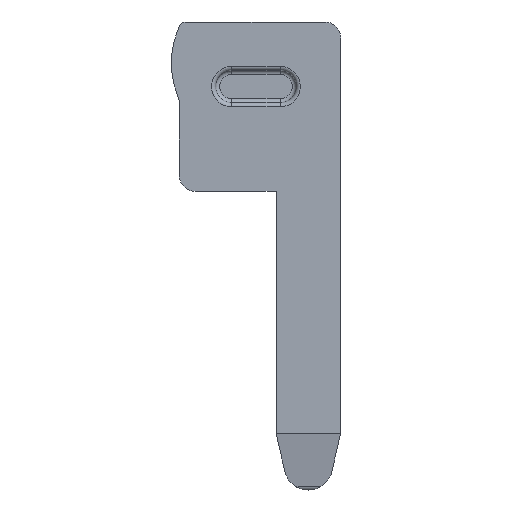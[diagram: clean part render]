
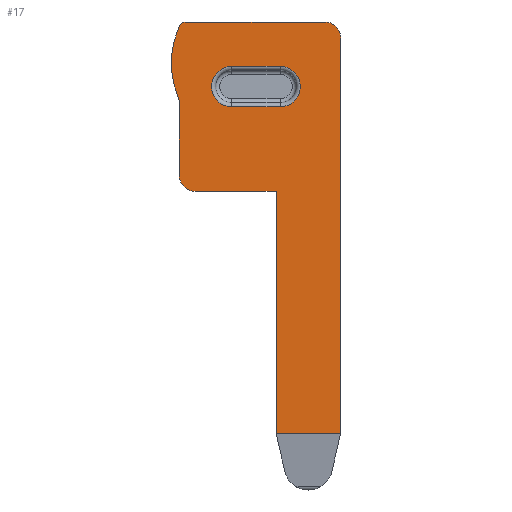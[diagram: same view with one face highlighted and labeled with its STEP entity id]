
A CAD part, front view. The second image highlights one B-rep face of the part: STEP entity #17.
In plain terms, the highlighted planar face has unit normal (0, -1, 0).
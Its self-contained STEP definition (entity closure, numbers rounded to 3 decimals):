
#17 = ADVANCED_FACE('',(#18,#54),#149,.F.);
#18 = FACE_BOUND('',#19,.F.);
#19 = EDGE_LOOP('',(#20,#31,#39,#48));
#20 = ORIENTED_EDGE('',*,*,#21,.F.);
#21 = EDGE_CURVE('',#22,#24,#26,.T.);
#22 = VERTEX_POINT('',#23);
#23 = CARTESIAN_POINT('',(-0.35,-0.15,2.25));
#24 = VERTEX_POINT('',#25);
#25 = CARTESIAN_POINT('',(-0.35,-0.15,1.75));
#26 = CIRCLE('',#27,0.25);
#27 = AXIS2_PLACEMENT_3D('',#28,#29,#30);
#28 = CARTESIAN_POINT('',(-0.35,-0.15,2.));
#29 = DIRECTION('',(0.,1.,0.));
#30 = DIRECTION('',(0.,0.,1.));
#31 = ORIENTED_EDGE('',*,*,#32,.F.);
#32 = EDGE_CURVE('',#33,#22,#35,.T.);
#33 = VERTEX_POINT('',#34);
#34 = CARTESIAN_POINT('',(-0.95,-0.15,2.25));
#35 = LINE('',#36,#37);
#36 = CARTESIAN_POINT('',(-0.95,-0.15,2.25));
#37 = VECTOR('',#38,1.);
#38 = DIRECTION('',(1.,0.,0.));
#39 = ORIENTED_EDGE('',*,*,#40,.F.);
#40 = EDGE_CURVE('',#41,#33,#43,.T.);
#41 = VERTEX_POINT('',#42);
#42 = CARTESIAN_POINT('',(-0.95,-0.15,1.75));
#43 = CIRCLE('',#44,0.25);
#44 = AXIS2_PLACEMENT_3D('',#45,#46,#47);
#45 = CARTESIAN_POINT('',(-0.95,-0.15,2.));
#46 = DIRECTION('',(0.,1.,0.));
#47 = DIRECTION('',(0.,0.,-1.));
#48 = ORIENTED_EDGE('',*,*,#49,.F.);
#49 = EDGE_CURVE('',#24,#41,#50,.T.);
#50 = LINE('',#51,#52);
#51 = CARTESIAN_POINT('',(-0.35,-0.15,1.75));
#52 = VECTOR('',#53,1.);
#53 = DIRECTION('',(-1.,0.,0.));
#54 = FACE_BOUND('',#55,.F.);
#55 = EDGE_LOOP('',(#56,#66,#75,#83,#91,#99,#107,#116,#124,#133,#142));
#56 = ORIENTED_EDGE('',*,*,#57,.F.);
#57 = EDGE_CURVE('',#58,#60,#62,.T.);
#58 = VERTEX_POINT('',#59);
#59 = CARTESIAN_POINT('',(0.2,-0.15,2.8));
#60 = VERTEX_POINT('',#61);
#61 = CARTESIAN_POINT('',(-1.509,-0.15,2.8));
#62 = LINE('',#63,#64);
#63 = CARTESIAN_POINT('',(0.2,-0.15,2.8));
#64 = VECTOR('',#65,1.);
#65 = DIRECTION('',(-1.,0.,0.));
#66 = ORIENTED_EDGE('',*,*,#67,.T.);
#67 = EDGE_CURVE('',#58,#68,#70,.T.);
#68 = VERTEX_POINT('',#69);
#69 = CARTESIAN_POINT('',(0.4,-0.15,2.6));
#70 = CIRCLE('',#71,0.2);
#71 = AXIS2_PLACEMENT_3D('',#72,#73,#74);
#72 = CARTESIAN_POINT('',(0.2,-0.15,2.6));
#73 = DIRECTION('',(0.,1.,0.));
#74 = DIRECTION('',(-1.,0.,0.));
#75 = ORIENTED_EDGE('',*,*,#76,.T.);
#76 = EDGE_CURVE('',#68,#77,#79,.T.);
#77 = VERTEX_POINT('',#78);
#78 = CARTESIAN_POINT('',(0.4,-0.15,-2.3));
#79 = LINE('',#80,#81);
#80 = CARTESIAN_POINT('',(0.4,-0.15,2.6));
#81 = VECTOR('',#82,1.);
#82 = DIRECTION('',(0.,0.,-1.));
#83 = ORIENTED_EDGE('',*,*,#84,.T.);
#84 = EDGE_CURVE('',#77,#85,#87,.T.);
#85 = VERTEX_POINT('',#86);
#86 = CARTESIAN_POINT('',(-0.4,-0.15,-2.3));
#87 = LINE('',#88,#89);
#88 = CARTESIAN_POINT('',(-0.662,-0.15,-2.3));
#89 = VECTOR('',#90,1.);
#90 = DIRECTION('',(-1.,0.,0.));
#91 = ORIENTED_EDGE('',*,*,#92,.F.);
#92 = EDGE_CURVE('',#93,#85,#95,.T.);
#93 = VERTEX_POINT('',#94);
#94 = CARTESIAN_POINT('',(-0.4,-0.15,0.7));
#95 = LINE('',#96,#97);
#96 = CARTESIAN_POINT('',(-0.4,-0.15,0.7));
#97 = VECTOR('',#98,1.);
#98 = DIRECTION('',(0.,0.,-1.));
#99 = ORIENTED_EDGE('',*,*,#100,.F.);
#100 = EDGE_CURVE('',#101,#93,#103,.T.);
#101 = VERTEX_POINT('',#102);
#102 = CARTESIAN_POINT('',(-1.4,-0.15,0.7));
#103 = LINE('',#104,#105);
#104 = CARTESIAN_POINT('',(-1.4,-0.15,0.7));
#105 = VECTOR('',#106,1.);
#106 = DIRECTION('',(1.,0.,0.));
#107 = ORIENTED_EDGE('',*,*,#108,.T.);
#108 = EDGE_CURVE('',#101,#109,#111,.T.);
#109 = VERTEX_POINT('',#110);
#110 = CARTESIAN_POINT('',(-1.6,-0.15,0.9));
#111 = CIRCLE('',#112,0.2);
#112 = AXIS2_PLACEMENT_3D('',#113,#114,#115);
#113 = CARTESIAN_POINT('',(-1.4,-0.15,0.9));
#114 = DIRECTION('',(0.,1.,0.));
#115 = DIRECTION('',(-1.,0.,0.));
#116 = ORIENTED_EDGE('',*,*,#117,.F.);
#117 = EDGE_CURVE('',#118,#109,#120,.T.);
#118 = VERTEX_POINT('',#119);
#119 = CARTESIAN_POINT('',(-1.6,-0.15,1.8));
#120 = LINE('',#121,#122);
#121 = CARTESIAN_POINT('',(-1.6,-0.15,1.8));
#122 = VECTOR('',#123,1.);
#123 = DIRECTION('',(0.,0.,-1.));
#124 = ORIENTED_EDGE('',*,*,#125,.F.);
#125 = EDGE_CURVE('',#126,#118,#128,.T.);
#126 = VERTEX_POINT('',#127);
#127 = CARTESIAN_POINT('',(-1.616,-0.15,1.878));
#128 = CIRCLE('',#129,0.2);
#129 = AXIS2_PLACEMENT_3D('',#130,#131,#132);
#130 = CARTESIAN_POINT('',(-1.8,-0.15,1.8));
#131 = DIRECTION('',(0.,1.,0.));
#132 = DIRECTION('',(-1.,0.,0.));
#133 = ORIENTED_EDGE('',*,*,#134,.T.);
#134 = EDGE_CURVE('',#126,#135,#137,.T.);
#135 = VERTEX_POINT('',#136);
#136 = CARTESIAN_POINT('',(-1.6,-0.15,2.742));
#137 = CIRCLE('',#138,1.062);
#138 = AXIS2_PLACEMENT_3D('',#139,#140,#141);
#139 = CARTESIAN_POINT('',(-0.638,-0.15,2.292));
#140 = DIRECTION('',(0.,1.,0.));
#141 = DIRECTION('',(-1.,0.,0.));
#142 = ORIENTED_EDGE('',*,*,#143,.T.);
#143 = EDGE_CURVE('',#135,#60,#144,.T.);
#144 = CIRCLE('',#145,0.1);
#145 = AXIS2_PLACEMENT_3D('',#146,#147,#148);
#146 = CARTESIAN_POINT('',(-1.509,-0.15,2.7));
#147 = DIRECTION('',(0.,1.,0.));
#148 = DIRECTION('',(-1.,0.,0.));
#149 = PLANE('',#150);
#150 = AXIS2_PLACEMENT_3D('',#151,#152,#153);
#151 = CARTESIAN_POINT('',(-0.325,-0.15,0.264));
#152 = DIRECTION('',(0.,1.,0.));
#153 = DIRECTION('',(0.,0.,1.));
